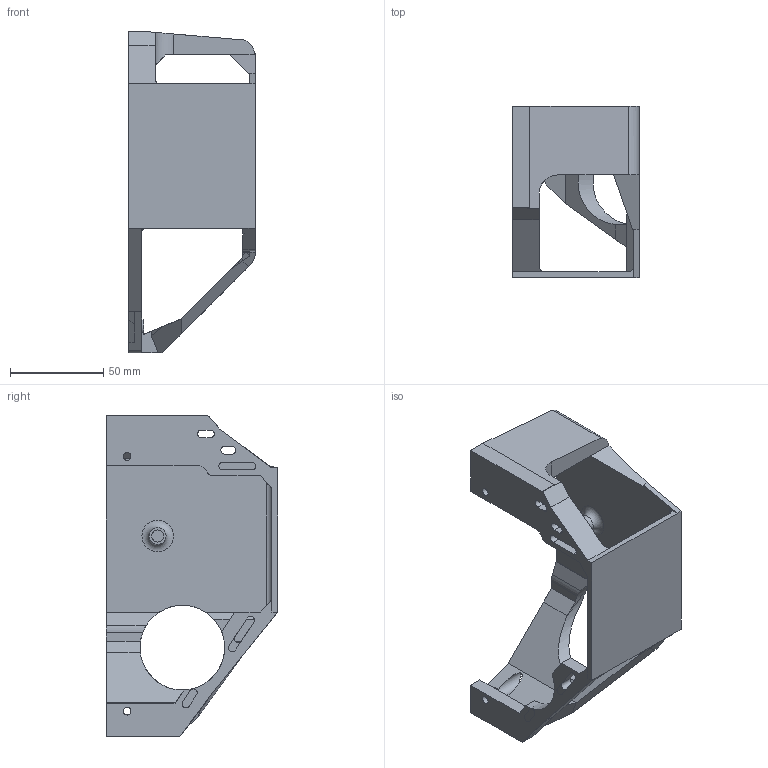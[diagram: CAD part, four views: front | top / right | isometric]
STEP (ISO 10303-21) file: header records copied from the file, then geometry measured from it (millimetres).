
FILE_DESCRIPTION(/* description */ (''),/* implementation_level */ '2;1');
FILE_NAME(/* name */ '',/* time_stamp */ '2025-02-20T09:52:09+03:00',/* author */ ('Phantom'),/* organization */ (''),/* preprocessor_version */ 'ST-DEVELOPER v20',/* originating_system */ 'Autodesk Inventor 2025',/* authorisation */ '');
FILE_SCHEMA (('AUTOMOTIVE_DESIGN { 1 0 10303 214 3 1 1 }'));
Length unit declared in the file: millimetre
Products named in the file (1): репление колёс 
СОВЕРШЕННОЕ ТОЛСТАЯ
Bounding box: 68 x 91.84 x 172.73 mm (x, y, z)
Volume: 130231 mm3; surface area: 60896.7 mm2
Topology: 2 solids, 2 shells, 156 faces, 446 edges, 293 vertices
Faces by surface type: plane 117, cylinder 36, bspline 2, torus 1
Full cylindrical faces by diameter (mm): 4.2 x3, 6.5 x1, 8 x1, 9 x1
Entity records: 5273 total; most frequent: CARTESIAN_POINT 1050, ORIENTED_EDGE 892, DIRECTION 838, EDGE_CURVE 446, LINE 346, VECTOR 346, VERTEX_POINT 293, AXIS2_PLACEMENT_3D 246
